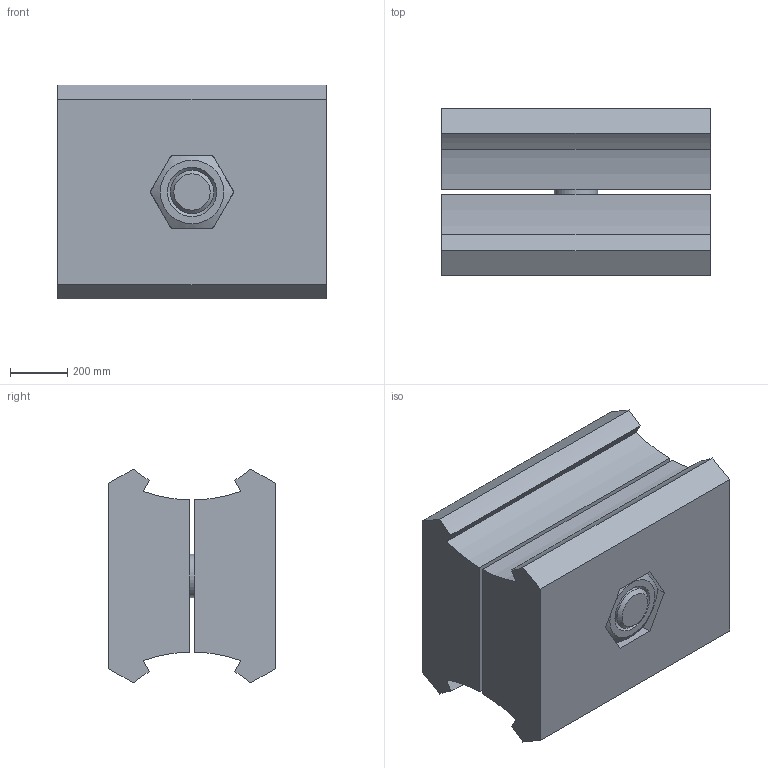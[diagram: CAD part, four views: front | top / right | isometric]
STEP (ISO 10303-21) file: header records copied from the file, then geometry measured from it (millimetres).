
FILE_DESCRIPTION(/* description */ (''),/* implementation_level */ '2;1');
FILE_NAME(/* name */ '41D-106-0.step',/* time_stamp */ '2022-07-18T10:05:57-04:00',/* author */ (''),/* organization */ (''),/* preprocessor_version */ 'ST-DEVELOPER v19',/* originating_system */ 'Autodesk Translation Framework v11.7.0.108',/* authorisation */ '');
FILE_SCHEMA (('AUTOMOTIVE_DESIGN { 1 0 10303 214 3 1 1 }'));
Length unit declared in the file: millimetre
Products named in the file (1): (Unsaved)
Bounding box: 939.8 x 584.2 x 749.44 mm (x, y, z)
Volume: 329350415.5 mm3; surface area: 5426024.1 mm2
Topology: 4 solids, 4 shells, 72 faces, 183 edges, 122 vertices
Faces by surface type: plane 47, cylinder 19, cone 6
Full cylindrical faces by diameter (mm): 132.08 x1, 152.4 x3, 254 x1
Entity records: 2316 total; most frequent: CARTESIAN_POINT 573, ORIENTED_EDGE 364, DIRECTION 329, EDGE_CURVE 182, VERTEX_POINT 122, LINE 115, VECTOR 115, AXIS2_PLACEMENT_3D 107
